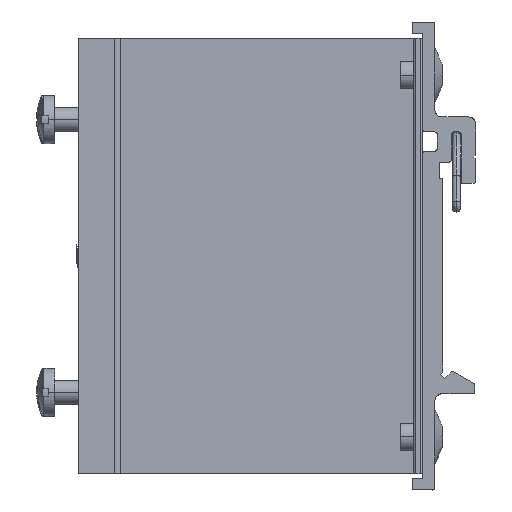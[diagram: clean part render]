
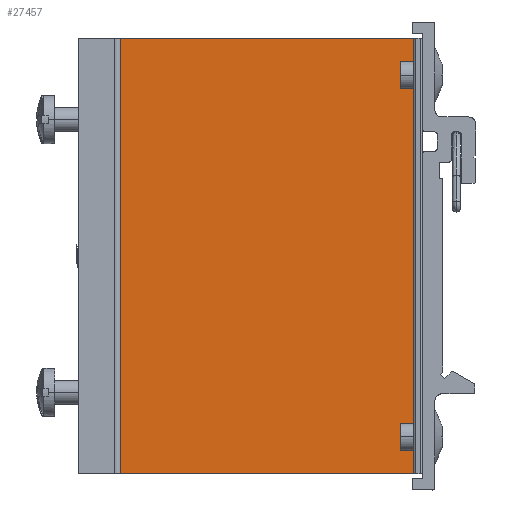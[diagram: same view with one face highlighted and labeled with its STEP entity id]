
A CAD part, left-side view. The second image highlights one B-rep face of the part: STEP entity #27457.
In plain terms, the highlighted planar face has unit normal (-1, 0, 0).
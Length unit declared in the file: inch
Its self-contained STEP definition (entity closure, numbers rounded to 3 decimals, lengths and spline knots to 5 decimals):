
#1147 = ORIENTED_EDGE ( 'NONE', *, *, #28122, .T. ) ;
#2273 = VERTEX_POINT ( 'NONE', #13078 ) ;
#2630 = FACE_OUTER_BOUND ( 'NONE', #9206, .T. ) ;
#3412 = DIRECTION ( 'NONE',  ( 0., 1., 0. ) ) ;
#4068 = LINE ( 'NONE', #11951, #16322 ) ;
#6822 = EDGE_CURVE ( 'NONE', #2273, #7556, #4068, .T. ) ;
#7556 = VERTEX_POINT ( 'NONE', #24947 ) ;
#7627 = CARTESIAN_POINT ( 'NONE',  ( -1.809, -0.7088, -1.96179 ) ) ;
#7734 = VERTEX_POINT ( 'NONE', #18246 ) ;
#9206 = EDGE_LOOP ( 'NONE', ( #24789, #1147, #31006, #27224 ) ) ;
#9858 = VECTOR ( 'NONE', #14717, 39.37008 ) ;
#10049 = DIRECTION ( 'NONE',  ( 0., 0., 1. ) ) ;
#10762 = CARTESIAN_POINT ( 'NONE',  ( -1.809, -0.7088, 1.03821 ) ) ;
#11951 = CARTESIAN_POINT ( 'NONE',  ( -1.809, -0.7088, -1.96179 ) ) ;
#13078 = CARTESIAN_POINT ( 'NONE',  ( -1.809, 1.3092, -1.96179 ) ) ;
#13330 = EDGE_CURVE ( 'NONE', #7734, #26157, #26873, .T. ) ;
#14606 = VECTOR ( 'NONE', #3412, 39.37008 ) ;
#14717 = DIRECTION ( 'NONE',  ( 0., 0., -1. ) ) ;
#15154 = VECTOR ( 'NONE', #18715, 39.37008 ) ;
#16250 = CARTESIAN_POINT ( 'NONE',  ( -1.809, -0.7088, -1.96179 ) ) ;
#16322 = VECTOR ( 'NONE', #28999, 39.37008 ) ;
#16339 = LINE ( 'NONE', #22009, #9858 ) ;
#18246 = CARTESIAN_POINT ( 'NONE',  ( -1.809, -0.7088, 1.03821 ) ) ;
#18715 = DIRECTION ( 'NONE',  ( 0., 0., 1. ) ) ;
#18897 = EDGE_CURVE ( 'NONE', #7556, #7734, #21697, .T. ) ;
#21697 = LINE ( 'NONE', #16250, #15154 ) ;
#21992 = CARTESIAN_POINT ( 'NONE',  ( -1.809, 1.3092, 1.03821 ) ) ;
#22009 = CARTESIAN_POINT ( 'NONE',  ( -1.809, 1.3092, -1.96179 ) ) ;
#24746 = DIRECTION ( 'NONE',  ( -1., 0., 0. ) ) ;
#24789 = ORIENTED_EDGE ( 'NONE', *, *, #13330, .T. ) ;
#24947 = CARTESIAN_POINT ( 'NONE',  ( -1.809, -0.7088, -1.96179 ) ) ;
#25067 = AXIS2_PLACEMENT_3D ( 'NONE', #7627, #24746, #10049 ) ;
#26157 = VERTEX_POINT ( 'NONE', #21992 ) ;
#26873 = LINE ( 'NONE', #10762, #14606 ) ;
#27093 = PLANE ( 'NONE',  #25067 ) ;
#27224 = ORIENTED_EDGE ( 'NONE', *, *, #18897, .T. ) ;
#27457 = ADVANCED_FACE ( 'NONE', ( #2630 ), #27093, .T. ) ;
#28122 = EDGE_CURVE ( 'NONE', #26157, #2273, #16339, .T. ) ;
#28999 = DIRECTION ( 'NONE',  ( 0., -1., 0. ) ) ;
#31006 = ORIENTED_EDGE ( 'NONE', *, *, #6822, .T. ) ;
